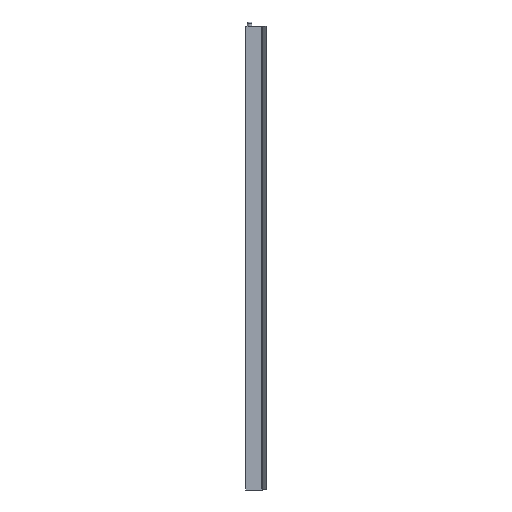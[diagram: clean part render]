
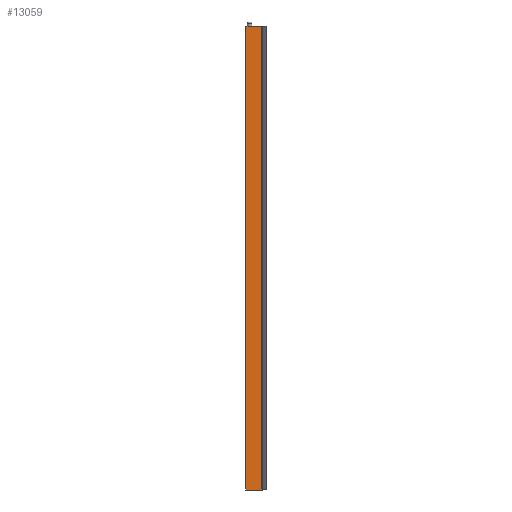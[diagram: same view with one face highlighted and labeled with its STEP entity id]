
A CAD part, left-side view. The second image highlights one B-rep face of the part: STEP entity #13059.
In plain terms, the highlighted planar face has unit normal (-1, 0.003, 0).
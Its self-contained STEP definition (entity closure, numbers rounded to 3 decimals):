
#209 = DIRECTION ( 'NONE',  ( 1., -0.003, 0. ) ) ;
#391 = DIRECTION ( 'NONE',  ( 0., 0., 1. ) ) ;
#747 = LINE ( 'NONE', #5869, #7635 ) ;
#2819 = EDGE_LOOP ( 'NONE', ( #29642, #27029, #7197, #13337 ) ) ;
#3426 = VECTOR ( 'NONE', #8884, 1000. ) ;
#5869 = CARTESIAN_POINT ( 'NONE',  ( -6.498, -29.5, -850. ) ) ;
#6532 = CARTESIAN_POINT ( 'NONE',  ( -6.498, -29.5, 0. ) ) ;
#6823 = LINE ( 'NONE', #25053, #33248 ) ;
#7197 = ORIENTED_EDGE ( 'NONE', *, *, #23256, .F. ) ;
#7635 = VECTOR ( 'NONE', #391, 1000. ) ;
#8335 = FACE_OUTER_BOUND ( 'NONE', #2819, .T. ) ;
#8715 = CARTESIAN_POINT ( 'NONE',  ( -6.4, 0.002, 0. ) ) ;
#8884 = DIRECTION ( 'NONE',  ( 0.003, 1., 0. ) ) ;
#9291 = CARTESIAN_POINT ( 'NONE',  ( -6.4, 0.002, -850. ) ) ;
#10179 = EDGE_CURVE ( 'NONE', #28365, #14825, #6823, .T. ) ;
#11948 = DIRECTION ( 'NONE',  ( 0.003, 1., 0. ) ) ;
#12128 = VERTEX_POINT ( 'NONE', #21542 ) ;
#13059 = ADVANCED_FACE ( 'NONE', ( #8335 ), #27638, .F. ) ;
#13337 = ORIENTED_EDGE ( 'NONE', *, *, #31382, .T. ) ;
#14825 = VERTEX_POINT ( 'NONE', #25325 ) ;
#15129 = LINE ( 'NONE', #9291, #23911 ) ;
#15159 = VERTEX_POINT ( 'NONE', #6532 ) ;
#17617 = DIRECTION ( 'NONE',  ( 0., 0., -1. ) ) ;
#17888 = EDGE_CURVE ( 'NONE', #15159, #28365, #20033, .T. ) ;
#19482 = DIRECTION ( 'NONE',  ( 0.003, 1., 0. ) ) ;
#20033 = LINE ( 'NONE', #8715, #3426 ) ;
#21423 = AXIS2_PLACEMENT_3D ( 'NONE', #24616, #209, #19482 ) ;
#21542 = CARTESIAN_POINT ( 'NONE',  ( -6.498, -29.5, -850. ) ) ;
#23256 = EDGE_CURVE ( 'NONE', #12128, #14825, #15129, .T. ) ;
#23911 = VECTOR ( 'NONE', #11948, 1000. ) ;
#24102 = CARTESIAN_POINT ( 'NONE',  ( -6.401, -0.198, 0. ) ) ;
#24616 = CARTESIAN_POINT ( 'NONE',  ( -6.4, 0.002, -850. ) ) ;
#25053 = CARTESIAN_POINT ( 'NONE',  ( -6.401, -0.198, -850. ) ) ;
#25325 = CARTESIAN_POINT ( 'NONE',  ( -6.401, -0.198, -850. ) ) ;
#27029 = ORIENTED_EDGE ( 'NONE', *, *, #10179, .T. ) ;
#27638 = PLANE ( 'NONE',  #21423 ) ;
#28365 = VERTEX_POINT ( 'NONE', #24102 ) ;
#29642 = ORIENTED_EDGE ( 'NONE', *, *, #17888, .T. ) ;
#31382 = EDGE_CURVE ( 'NONE', #12128, #15159, #747, .T. ) ;
#33248 = VECTOR ( 'NONE', #17617, 1000. ) ;
